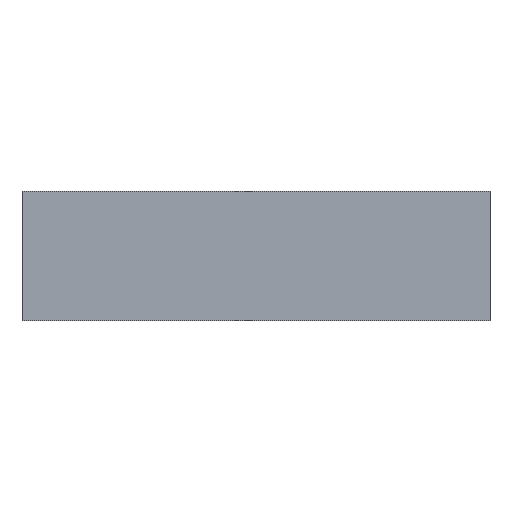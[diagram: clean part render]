
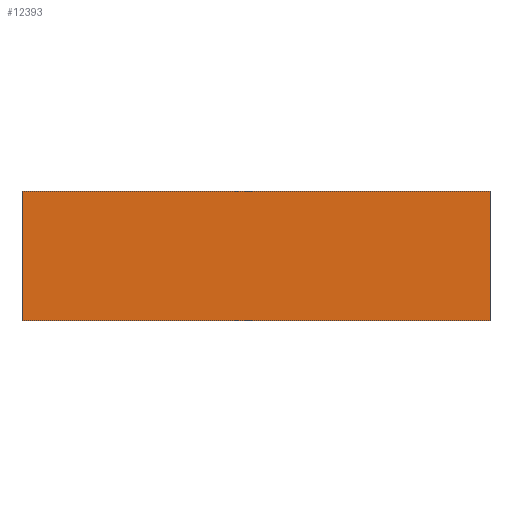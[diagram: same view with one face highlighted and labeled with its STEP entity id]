
A CAD part, front view. The second image highlights one B-rep face of the part: STEP entity #12393.
In plain terms, the highlighted planar face has unit normal (0, -1, 0).
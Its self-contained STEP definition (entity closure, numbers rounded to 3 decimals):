
#4908 = VECTOR ( 'NONE', #32108, 1000. ) ;
#7454 = EDGE_CURVE ( 'NONE', #21416, #61334, #42267, .T. ) ;
#12393 = ADVANCED_FACE ( 'NONE', ( #81047 ), #104858, .T. ) ;
#20532 = DIRECTION ( 'NONE',  ( -1., 0., 0. ) ) ;
#21416 = VERTEX_POINT ( 'NONE', #84972 ) ;
#22689 = DIRECTION ( 'NONE',  ( 0., 0., 1. ) ) ;
#23882 = EDGE_LOOP ( 'NONE', ( #77189, #87687, #47022, #62922 ) ) ;
#28277 = DIRECTION ( 'NONE',  ( 0., 0., -1. ) ) ;
#32108 = DIRECTION ( 'NONE',  ( 1., 0., 0. ) ) ;
#39872 = CARTESIAN_POINT ( 'NONE',  ( 180., -51., 50. ) ) ;
#42267 = LINE ( 'NONE', #98706, #50667 ) ;
#44425 = CARTESIAN_POINT ( 'NONE',  ( -180., -51., 50. ) ) ;
#46569 = EDGE_CURVE ( 'NONE', #61334, #69036, #133475, .T. ) ;
#46662 = AXIS2_PLACEMENT_3D ( 'NONE', #115722, #60013, #105557 ) ;
#47022 = ORIENTED_EDGE ( 'NONE', *, *, #46569, .F. ) ;
#47466 = VECTOR ( 'NONE', #28277, 1000. ) ;
#50667 = VECTOR ( 'NONE', #20532, 1000. ) ;
#56010 = CARTESIAN_POINT ( 'NONE',  ( -180., -51., 50. ) ) ;
#60013 = DIRECTION ( 'NONE',  ( 0., -1., 0. ) ) ;
#61334 = VERTEX_POINT ( 'NONE', #86129 ) ;
#61513 = EDGE_CURVE ( 'NONE', #69036, #119198, #97280, .T. ) ;
#62922 = ORIENTED_EDGE ( 'NONE', *, *, #7454, .F. ) ;
#69036 = VERTEX_POINT ( 'NONE', #129955 ) ;
#76988 = EDGE_CURVE ( 'NONE', #119198, #21416, #83355, .T. ) ;
#77189 = ORIENTED_EDGE ( 'NONE', *, *, #76988, .F. ) ;
#81047 = FACE_OUTER_BOUND ( 'NONE', #23882, .T. ) ;
#83355 = LINE ( 'NONE', #39872, #47466 ) ;
#84972 = CARTESIAN_POINT ( 'NONE',  ( 180., -51., -50. ) ) ;
#86129 = CARTESIAN_POINT ( 'NONE',  ( -180., -51., -50. ) ) ;
#87687 = ORIENTED_EDGE ( 'NONE', *, *, #61513, .F. ) ;
#97280 = LINE ( 'NONE', #56010, #4908 ) ;
#98706 = CARTESIAN_POINT ( 'NONE',  ( -180., -51., -50. ) ) ;
#99443 = VECTOR ( 'NONE', #22689, 1000. ) ;
#104858 = PLANE ( 'NONE',  #46662 ) ;
#105324 = CARTESIAN_POINT ( 'NONE',  ( 180., -51., 50. ) ) ;
#105557 = DIRECTION ( 'NONE',  ( 0., 0., -1. ) ) ;
#115722 = CARTESIAN_POINT ( 'NONE',  ( 0., -51., 0. ) ) ;
#119198 = VERTEX_POINT ( 'NONE', #105324 ) ;
#129955 = CARTESIAN_POINT ( 'NONE',  ( -180., -51., 50. ) ) ;
#133475 = LINE ( 'NONE', #44425, #99443 ) ;
